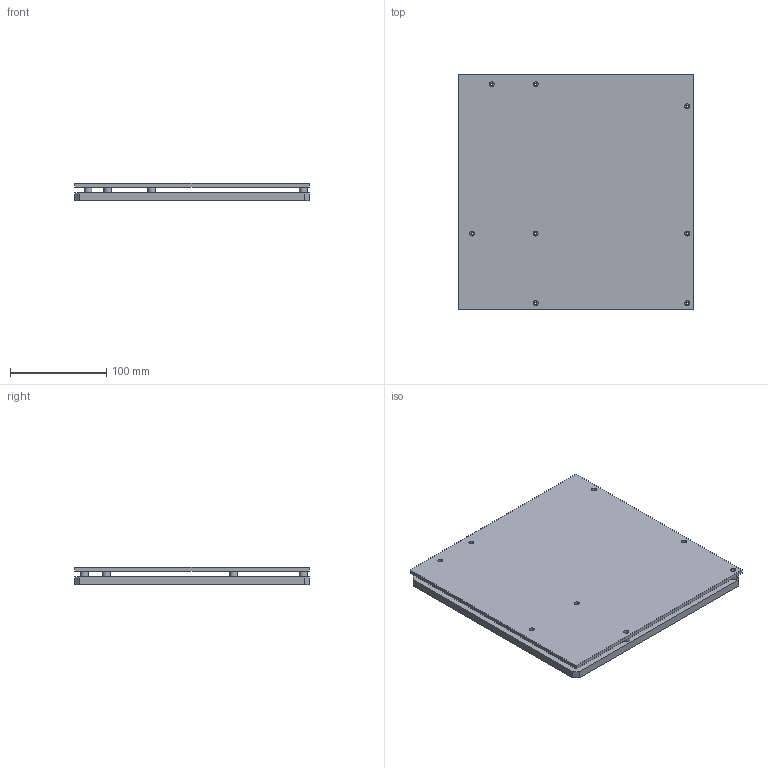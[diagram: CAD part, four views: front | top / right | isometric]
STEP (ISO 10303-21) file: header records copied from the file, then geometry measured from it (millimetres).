
FILE_DESCRIPTION(/* description */ (''),/* implementation_level */ '2;1');
FILE_NAME(/* name */ 'Micro-ATX_rack1.stp',/* time_stamp */ '2021-12-05T22:31:01+01:00',/* author */ (''),/* organization */ (''),/* preprocessor_version */ 'ST-DEVELOPER v15.2',/* originating_system */ 'Autodesk Translator Framework v2.0.0.5431',/* authorisation */ '');
FILE_SCHEMA (('AUTOMOTIVE_DESIGN { 1 0 10303 214 3 1 1 }'));
Length unit declared in the file: centimetre
Products named in the file (1): Micro-ATX_rack1
Bounding box: 243.84 x 243.84 x 18 mm (x, y, z)
Volume: 420129.8 mm3; surface area: 200999.9 mm2
Topology: 2 solids, 2 shells, 106 faces, 294 edges, 196 vertices
Faces by surface type: cylinder 55, plane 51
Full cylindrical faces by diameter (mm): 2.4 x8, 5.08 x8, 8 x8
Entity records: 3437 total; most frequent: DIRECTION 594, CARTESIAN_POINT 573, ORIENTED_EDGE 540, EDGE_CURVE 270, AXIS2_PLACEMENT_3D 217, VERTEX_POINT 196, EDGE_LOOP 186, LINE 160
